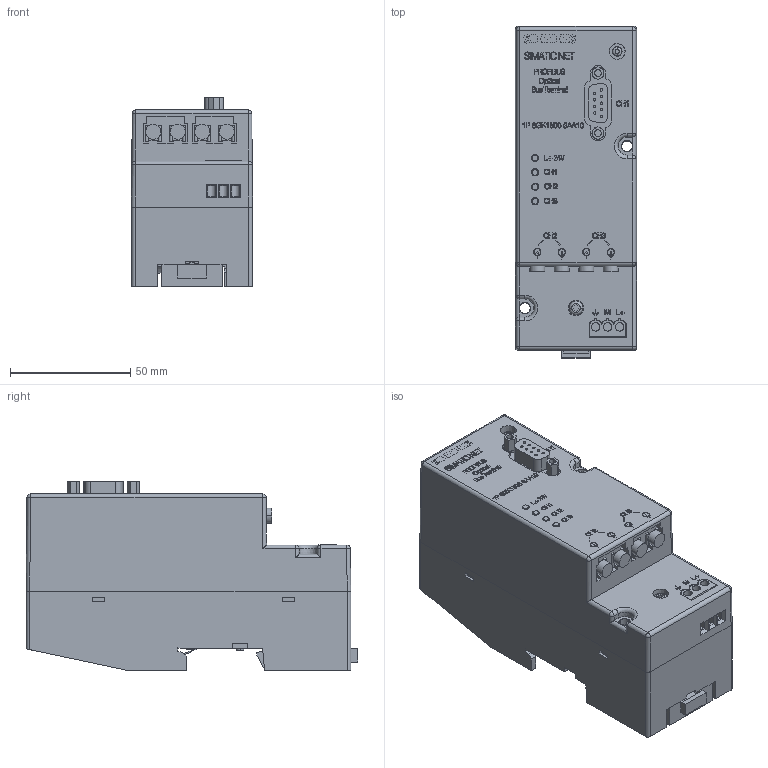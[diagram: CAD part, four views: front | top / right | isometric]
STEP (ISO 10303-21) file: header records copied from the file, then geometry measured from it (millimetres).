
FILE_DESCRIPTION (( 'STEP AP214' ), '1' );
FILE_NAME ('6GK15003AA10_001_STEP.STEP', '2021-06-09T10:38:13', ( '' ), ( '' ), 'SwSTEP 2.0', 'SolidWorks 2019', '' );
FILE_SCHEMA (( 'AUTOMOTIVE_DESIGN' ));
Length unit declared in the file: millimetre
Products named in the file (5): Print_Normal; Print; Body_Normal; Body; 6GK15003AA10_001_STEP
Assembly tree (2 placements, depth 2):
  Print
  Body
  6GK15003AA10_001_STEP
    Body_Normal
    Print_Normal
Bounding box: 50.4 x 138.03 x 78.55 mm (x, y, z)
Volume: 395580 mm3; surface area: 53329.9 mm2
Topology: 1 solids, 100 shells, 2078 faces, 5548 edges, 3675 vertices
Faces by surface type: plane 1353, bspline 467, cylinder 226, cone 16, sphere 10, torus 6
Entity records: 110271 total; most frequent: CARTESIAN_POINT 37658, ORIENTED_EDGE 11003, DIRECTION 8194, EDGE_CURVE 5548, VECTOR 4000, LINE 4000, VERTEX_POINT 3675, EDGE_LOOP 2216
